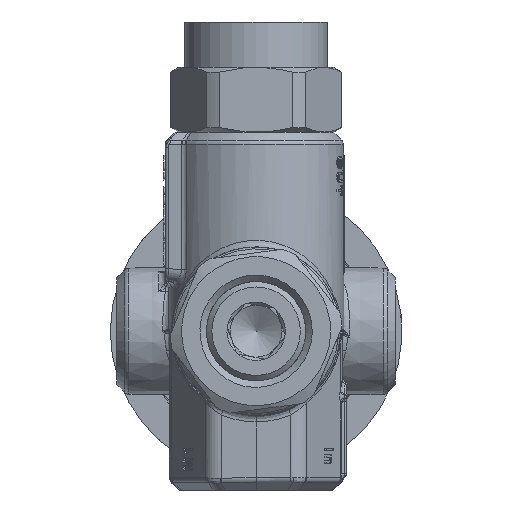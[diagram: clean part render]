
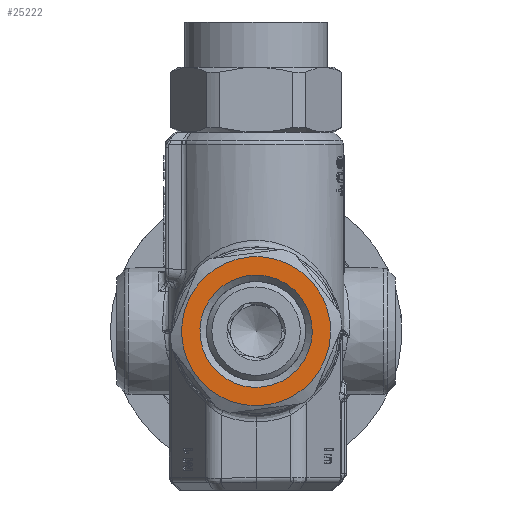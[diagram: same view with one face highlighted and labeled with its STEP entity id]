
A CAD part, left-side view. The second image highlights one B-rep face of the part: STEP entity #25222.
In plain terms, the highlighted planar face has unit normal (-1, 0, 0).
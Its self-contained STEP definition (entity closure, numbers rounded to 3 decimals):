
#1207=PLANE('',#27105);
#12912=ORIENTED_EDGE('',*,*,#16800,.T.);
#12913=ORIENTED_EDGE('',*,*,#16801,.T.);
#16800=EDGE_CURVE('',#19212,#19212,#19955,.F.);
#16801=EDGE_CURVE('',#19213,#19213,#19956,.T.);
#19212=VERTEX_POINT('',#60917);
#19213=VERTEX_POINT('',#60919);
#19955=CIRCLE('',#27106,8.663);
#19956=CIRCLE('',#27107,11.498);
#21695=EDGE_LOOP('',(#12912));
#21696=EDGE_LOOP('',(#12913));
#23473=FACE_BOUND('',#21695,.T.);
#23474=FACE_BOUND('',#21696,.T.);
#25222=ADVANCED_FACE('',(#23473,#23474),#1207,.T.);
#27105=AXIS2_PLACEMENT_3D('',#60915,#32160,#32161);
#27106=AXIS2_PLACEMENT_3D('',#60916,#32162,#32163);
#27107=AXIS2_PLACEMENT_3D('',#60918,#32164,#32165);
#32160=DIRECTION('',(-1.,0.,0.));
#32161=DIRECTION('',(0.,-0.13,-0.992));
#32162=DIRECTION('',(-1.,0.,0.));
#32163=DIRECTION('',(0.,-0.13,-0.992));
#32164=DIRECTION('',(-1.,0.,0.));
#32165=DIRECTION('',(0.,-0.992,0.13));
#60915=CARTESIAN_POINT('',(-35.989,5.309,-12.795));
#60916=CARTESIAN_POINT('',(-35.989,0.,0.001));
#60917=CARTESIAN_POINT('',(-35.989,-1.125,-8.589));
#60918=CARTESIAN_POINT('',(-35.989,0.,0.001));
#60919=CARTESIAN_POINT('',(-35.989,-11.4,1.495));
